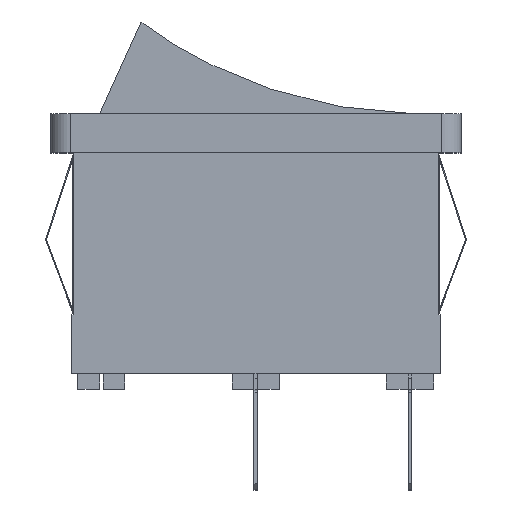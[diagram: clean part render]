
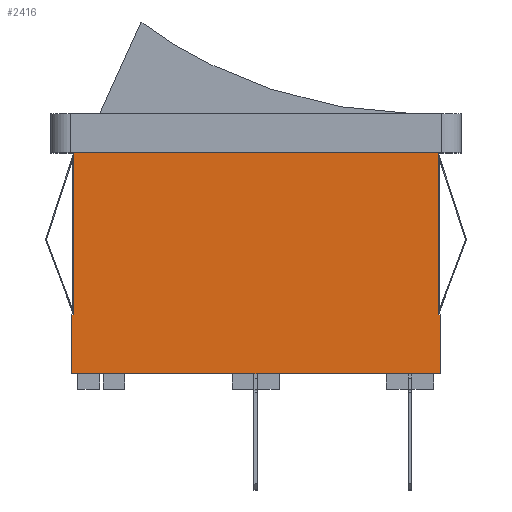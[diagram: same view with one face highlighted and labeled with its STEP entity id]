
A CAD part, top view. The second image highlights one B-rep face of the part: STEP entity #2416.
In plain terms, the highlighted planar face has unit normal (0, 0, 1).
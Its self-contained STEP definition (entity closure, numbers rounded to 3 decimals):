
#166 = ORIENTED_EDGE ( 'NONE', *, *, #1683, .F. ) ;
#180 = DIRECTION ( 'NONE',  ( 1., 0., 0. ) ) ;
#186 = LINE ( 'NONE', #1732, #399 ) ;
#239 = CARTESIAN_POINT ( 'NONE',  ( 9.425, 3., 6.075 ) ) ;
#251 = VECTOR ( 'NONE', #3651, 1000. ) ;
#353 = CARTESIAN_POINT ( 'NONE',  ( 9.325, 11.3, 6.075 ) ) ;
#354 = DIRECTION ( 'NONE',  ( 0., -1., 0. ) ) ;
#399 = VECTOR ( 'NONE', #2577, 1000. ) ;
#430 = VERTEX_POINT ( 'NONE', #2156 ) ;
#447 = VERTEX_POINT ( 'NONE', #353 ) ;
#530 = EDGE_CURVE ( 'NONE', #3830, #3685, #186, .T. ) ;
#666 = VECTOR ( 'NONE', #354, 1000. ) ;
#673 = VECTOR ( 'NONE', #4994, 1000. ) ;
#815 = CARTESIAN_POINT ( 'NONE',  ( -9.325, 11.3, 6.075 ) ) ;
#931 = ORIENTED_EDGE ( 'NONE', *, *, #1710, .F. ) ;
#933 = VERTEX_POINT ( 'NONE', #815 ) ;
#951 = VECTOR ( 'NONE', #4492, 1000. ) ;
#1011 = VERTEX_POINT ( 'NONE', #3724 ) ;
#1227 = LINE ( 'NONE', #4629, #3272 ) ;
#1286 = CARTESIAN_POINT ( 'NONE',  ( 9.425, 11.3, 6.075 ) ) ;
#1330 = CARTESIAN_POINT ( 'NONE',  ( 9.425, 0., 6.075 ) ) ;
#1359 = CARTESIAN_POINT ( 'NONE',  ( -9.325, 3., 6.075 ) ) ;
#1469 = ORIENTED_EDGE ( 'NONE', *, *, #3346, .T. ) ;
#1481 = LINE ( 'NONE', #2038, #251 ) ;
#1683 = EDGE_CURVE ( 'NONE', #4767, #3708, #4340, .T. ) ;
#1710 = EDGE_CURVE ( 'NONE', #1011, #4767, #1227, .T. ) ;
#1732 = CARTESIAN_POINT ( 'NONE',  ( -9.325, 3., 6.075 ) ) ;
#1767 = LINE ( 'NONE', #4446, #5313 ) ;
#1834 = VECTOR ( 'NONE', #5483, 1000. ) ;
#2038 = CARTESIAN_POINT ( 'NONE',  ( 9.325, 11.3, 6.075 ) ) ;
#2092 = DIRECTION ( 'NONE',  ( -1., 0., 0. ) ) ;
#2156 = CARTESIAN_POINT ( 'NONE',  ( -9.425, 0., 6.075 ) ) ;
#2391 = EDGE_CURVE ( 'NONE', #933, #3830, #2506, .T. ) ;
#2416 = ADVANCED_FACE ( 'NONE', ( #3612 ), #3747, .F. ) ;
#2451 = ORIENTED_EDGE ( 'NONE', *, *, #5235, .T. ) ;
#2506 = LINE ( 'NONE', #3587, #1834 ) ;
#2510 = ORIENTED_EDGE ( 'NONE', *, *, #2391, .T. ) ;
#2577 = DIRECTION ( 'NONE',  ( -1., 0., 0. ) ) ;
#2603 = CARTESIAN_POINT ( 'NONE',  ( -9.425, 3., 6.075 ) ) ;
#2984 = ORIENTED_EDGE ( 'NONE', *, *, #530, .T. ) ;
#3220 = EDGE_CURVE ( 'NONE', #447, #1011, #1481, .T. ) ;
#3272 = VECTOR ( 'NONE', #3772, 1000. ) ;
#3346 = EDGE_CURVE ( 'NONE', #3685, #430, #3987, .T. ) ;
#3587 = CARTESIAN_POINT ( 'NONE',  ( -9.325, 11.3, 6.075 ) ) ;
#3612 = FACE_OUTER_BOUND ( 'NONE', #5279, .T. ) ;
#3651 = DIRECTION ( 'NONE',  ( 0., -1., 0. ) ) ;
#3685 = VERTEX_POINT ( 'NONE', #2603 ) ;
#3708 = VERTEX_POINT ( 'NONE', #1330 ) ;
#3724 = CARTESIAN_POINT ( 'NONE',  ( 9.325, 3., 6.075 ) ) ;
#3747 = PLANE ( 'NONE',  #4181 ) ;
#3772 = DIRECTION ( 'NONE',  ( 1., 0., 0. ) ) ;
#3830 = VERTEX_POINT ( 'NONE', #1359 ) ;
#3867 = LINE ( 'NONE', #4577, #673 ) ;
#3987 = LINE ( 'NONE', #5339, #951 ) ;
#4181 = AXIS2_PLACEMENT_3D ( 'NONE', #1286, #4241, #2092 ) ;
#4241 = DIRECTION ( 'NONE',  ( 0., 0., -1. ) ) ;
#4340 = LINE ( 'NONE', #5055, #666 ) ;
#4446 = CARTESIAN_POINT ( 'NONE',  ( 9.425, 0., 6.075 ) ) ;
#4492 = DIRECTION ( 'NONE',  ( 0., -1., 0. ) ) ;
#4577 = CARTESIAN_POINT ( 'NONE',  ( 9.425, 11.3, 6.075 ) ) ;
#4629 = CARTESIAN_POINT ( 'NONE',  ( 9.325, 3., 6.075 ) ) ;
#4767 = VERTEX_POINT ( 'NONE', #239 ) ;
#4835 = ORIENTED_EDGE ( 'NONE', *, *, #3220, .F. ) ;
#4994 = DIRECTION ( 'NONE',  ( 1., 0., 0. ) ) ;
#5055 = CARTESIAN_POINT ( 'NONE',  ( 9.425, 11.3, 6.075 ) ) ;
#5235 = EDGE_CURVE ( 'NONE', #430, #3708, #1767, .T. ) ;
#5279 = EDGE_LOOP ( 'NONE', ( #2984, #1469, #2451, #166, #931, #4835, #5406, #2510 ) ) ;
#5313 = VECTOR ( 'NONE', #180, 1000. ) ;
#5339 = CARTESIAN_POINT ( 'NONE',  ( -9.425, 11.3, 6.075 ) ) ;
#5376 = EDGE_CURVE ( 'NONE', #933, #447, #3867, .T. ) ;
#5406 = ORIENTED_EDGE ( 'NONE', *, *, #5376, .F. ) ;
#5483 = DIRECTION ( 'NONE',  ( 0., -1., 0. ) ) ;
